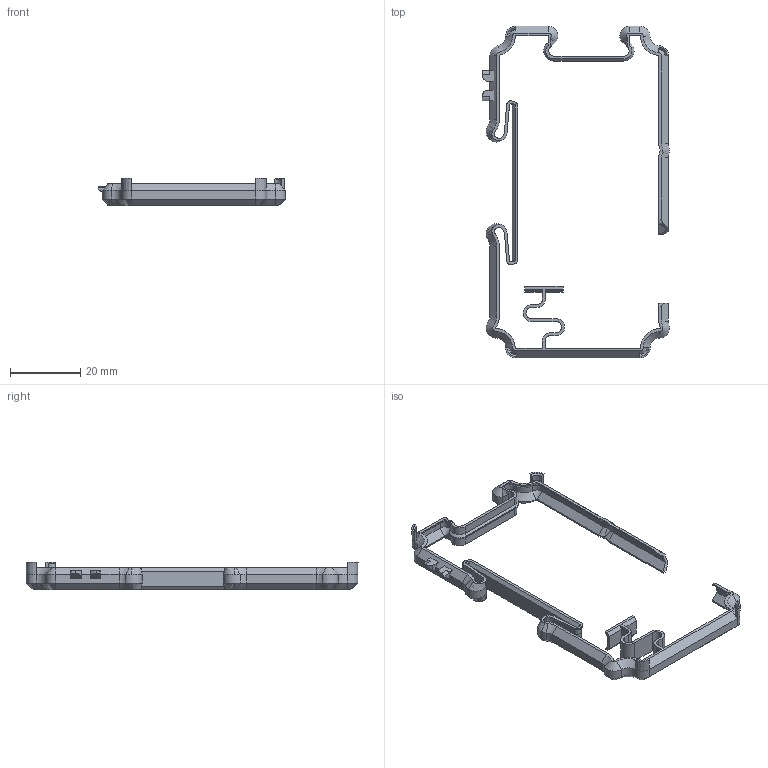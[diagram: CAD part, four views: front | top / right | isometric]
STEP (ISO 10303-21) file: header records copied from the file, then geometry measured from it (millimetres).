
FILE_DESCRIPTION(('FreeCAD Model'),'2;1');
FILE_NAME('Open CASCADE Shape Model','2024-09-21T16:59:55',(''),(''), 'Open CASCADE STEP processor 7.6','FreeCAD','Unknown');
FILE_SCHEMA(('AUTOMOTIVE_DESIGN { 1 0 10303 214 1 1 1 1 }'));
Length unit declared in the file: millimetre
Products named in the file (1): Battery Cage (Batch-1 Batteries)
Bounding box: 53.35 x 94.65 x 7.9 mm (x, y, z)
Volume: 2267.1 mm3; surface area: 6029.1 mm2
Topology: 1 solids, 1 shells, 427 faces, 1035 edges, 610 vertices
Faces by surface type: plane 147, cylinder 124, cone 108, bspline 48
Entity records: 13005 total; most frequent: CARTESIAN_POINT 3267, ORIENTED_EDGE 2070, DIRECTION 1971, EDGE_CURVE 1035, AXIS2_PLACEMENT_3D 688, VERTEX_POINT 610, LINE 595, VECTOR 595
